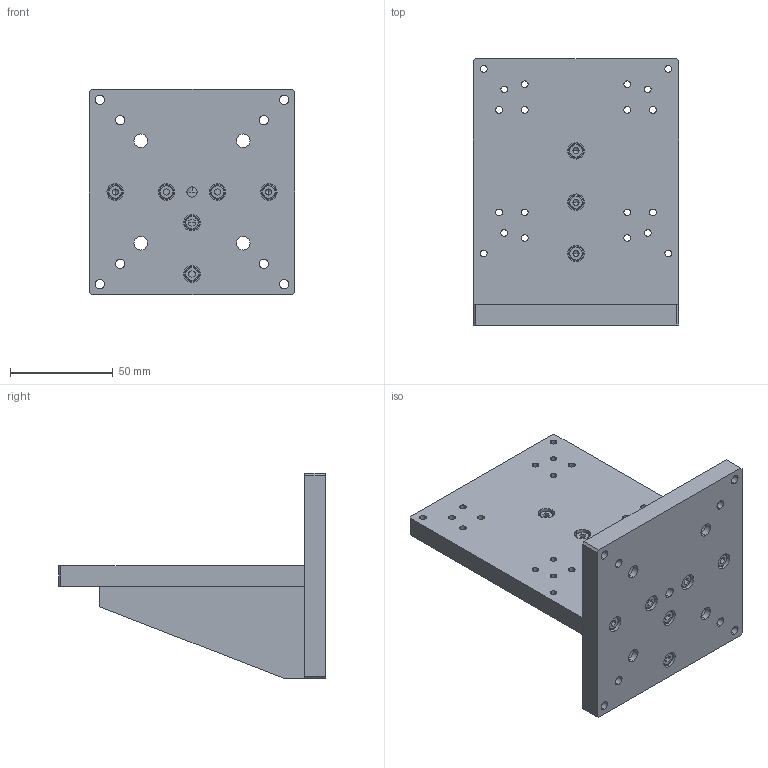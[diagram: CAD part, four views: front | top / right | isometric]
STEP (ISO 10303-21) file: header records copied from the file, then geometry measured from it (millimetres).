
FILE_DESCRIPTION (( 'STEP AP203' ), '1' );
FILE_NAME ('PHOB-A100.step', '2019-05-08T10:18:27', ( '' ), ( '' ), 'SwSTEP 2.0', 'SolidWorks 2017', '' );
FILE_SCHEMA (( 'CONFIG_CONTROL_DESIGN' ));
Length unit declared in the file: millimetre
Products named in the file (1): PHOB-A100
Bounding box: 100 x 130 x 100 mm (x, y, z)
Surface area: 63564.2 mm2 (no closed solid volume)
Topology: 0 solids, 23 shells, 252 faces, 963 edges, 731 vertices
Faces by surface type: plane 116, cylinder 108, torus 18, cone 10
Entity records: 10374 total; most frequent: CARTESIAN_POINT 1937, DIRECTION 1773, ORIENTED_EDGE 1480, EDGE_CURVE 953, VERTEX_POINT 731, LINE 639, VECTOR 639, AXIS2_PLACEMENT_3D 567
